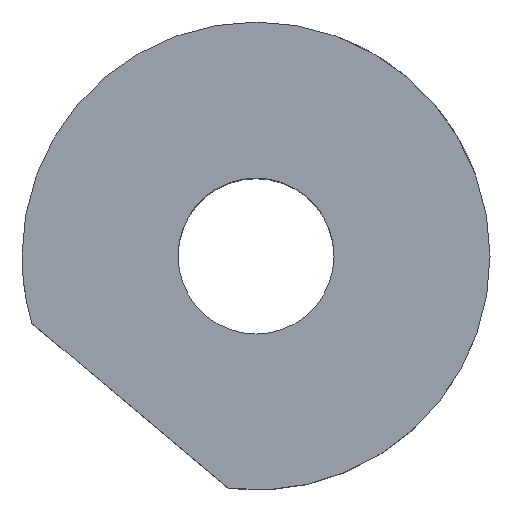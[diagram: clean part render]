
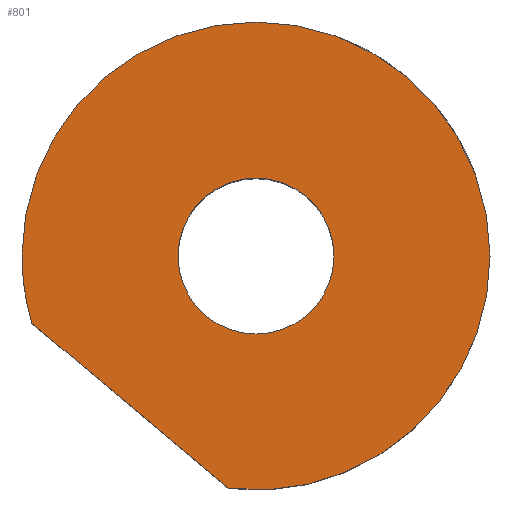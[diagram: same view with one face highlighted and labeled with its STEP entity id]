
A CAD part, top view. The second image highlights one B-rep face of the part: STEP entity #801.
In plain terms, the highlighted planar face has unit normal (0, 0, 1).
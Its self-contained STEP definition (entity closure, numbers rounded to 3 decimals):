
#183=CARTESIAN_POINT('',(7.553,17.473,39.0));
#184=VERTEX_POINT('',#183);
#193=CARTESIAN_POINT('',(-7.447,17.473,39.0));
#194=VERTEX_POINT('',#193);
#195=CARTESIAN_POINT('',(0.053,17.473,39.0));
#196=DIRECTION('',(0.0,0.0,-1.0));
#197=DIRECTION('',(1.0,0.0,0.0));
#198=AXIS2_PLACEMENT_3D('',#195,#196,#197);
#199=CIRCLE('',#198,7.5);
#200=EDGE_CURVE('',#194,#184,#199,.T.);
#399=CARTESIAN_POINT('',(-22.447,17.473,39.0));
#400=VERTEX_POINT('',#399);
#418=CARTESIAN_POINT('',(-21.501,11.017,39.0));
#419=VERTEX_POINT('',#418);
#426=CARTESIAN_POINT('',(0.053,17.473,39.0));
#427=DIRECTION('',(0.0,0.0,-1.0));
#428=DIRECTION('',(1.0,0.0,0.0));
#429=AXIS2_PLACEMENT_3D('',#426,#427,#428);
#430=CIRCLE('',#429,22.5);
#431=EDGE_CURVE('',#419,#400,#430,.T.);
#443=CARTESIAN_POINT('',(22.553,17.473,39.0));
#444=VERTEX_POINT('',#443);
#459=CARTESIAN_POINT('',(0.053,17.473,39.0));
#460=DIRECTION('',(0.0,0.0,-1.0));
#461=DIRECTION('',(1.0,0.0,0.0));
#462=AXIS2_PLACEMENT_3D('',#459,#460,#461);
#463=CIRCLE('',#462,22.5);
#464=EDGE_CURVE('',#400,#444,#463,.T.);
#534=CARTESIAN_POINT('',(-2.562,-4.875,39.0));
#535=VERTEX_POINT('',#534);
#542=CARTESIAN_POINT('',(-2.562,-4.875,39.0));
#543=DIRECTION('',(-0.766,0.643,0.0));
#544=VECTOR('',#543,24.723);
#545=LINE('',#542,#544);
#546=EDGE_CURVE('',#535,#419,#545,.T.);
#558=CARTESIAN_POINT('',(0.053,17.473,39.0));
#559=DIRECTION('',(0.0,0.0,-1.0));
#560=DIRECTION('',(1.0,0.0,0.0));
#561=AXIS2_PLACEMENT_3D('',#558,#559,#560);
#562=CIRCLE('',#561,22.5);
#563=EDGE_CURVE('',#444,#535,#562,.T.);
#776=CARTESIAN_POINT('',(0.053,17.473,39.0));
#777=DIRECTION('',(0.0,0.0,-1.0));
#778=DIRECTION('',(1.0,0.0,0.0));
#779=AXIS2_PLACEMENT_3D('',#776,#777,#778);
#780=CIRCLE('',#779,7.5);
#781=EDGE_CURVE('',#184,#194,#780,.T.);
#786=CARTESIAN_POINT('',(22.553,17.473,39.0));
#787=DIRECTION('',(0.0,0.0,1.0));
#788=DIRECTION('',(1.0,0.0,0.0));
#789=AXIS2_PLACEMENT_3D('',#786,#787,#788);
#790=PLANE('',#789);
#791=ORIENTED_EDGE('',*,*,#546,.F.);
#792=ORIENTED_EDGE('',*,*,#563,.F.);
#793=ORIENTED_EDGE('',*,*,#464,.F.);
#794=ORIENTED_EDGE('',*,*,#431,.F.);
#795=EDGE_LOOP('',(#791,#792,#793,#794));
#796=FACE_OUTER_BOUND('',#795,.T.);
#797=ORIENTED_EDGE('',*,*,#200,.T.);
#798=ORIENTED_EDGE('',*,*,#781,.T.);
#799=EDGE_LOOP('',(#797,#798));
#800=FACE_BOUND('',#799,.T.);
#801=ADVANCED_FACE('',(#796,#800),#790,.T.);
